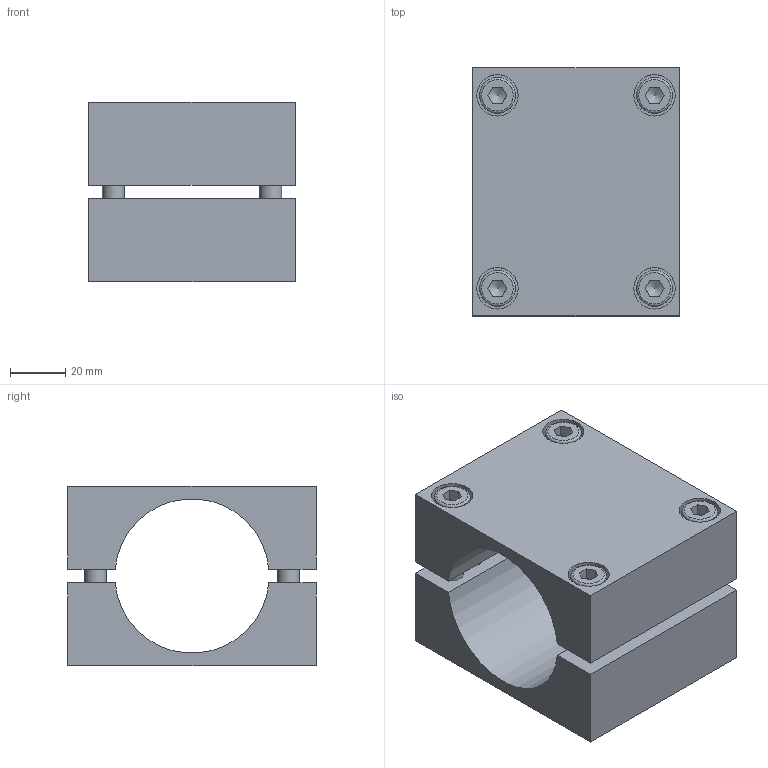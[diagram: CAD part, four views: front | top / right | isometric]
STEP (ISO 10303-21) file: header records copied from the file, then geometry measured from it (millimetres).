
FILE_DESCRIPTION((''),'2;1');
FILE_NAME('Fußflansch Ø56_29945325.stp','2012-03-02T11:45:06',('ibasyouni'),(''),'Autodesk Inventor 2008','Autodesk Inventor 2008','');
FILE_SCHEMA(('CONFIG_CONTROL_DESIGN'));
Length unit declared in the file: millimetre
Products named in the file (1): Fußflansch Ø56_29945325
Bounding box: 75 x 90 x 65 mm (x, y, z)
Volume: 232787.2 mm3; surface area: 58032.7 mm2
Topology: 1 solids, 1 shells, 98 faces, 236 edges, 158 vertices
Faces by surface type: plane 50, bspline 26, cylinder 10, cone 8, torus 4
Full cylindrical faces by diameter (mm): 8 x4, 13 x4
Entity records: 2996 total; most frequent: CARTESIAN_POINT 949, DIRECTION 362, ORIENTED_EDGE 344, EDGE_LOOP 176, EDGE_CURVE 172, AXIS2_PLACEMENT_3D 141, VERTEX_POINT 136, FACE_OUTER_BOUND 98
